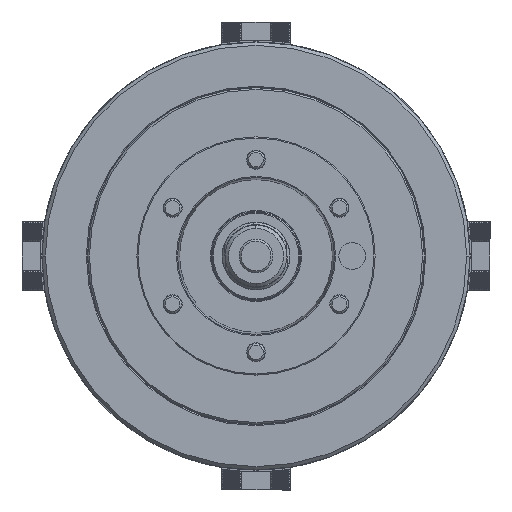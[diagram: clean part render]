
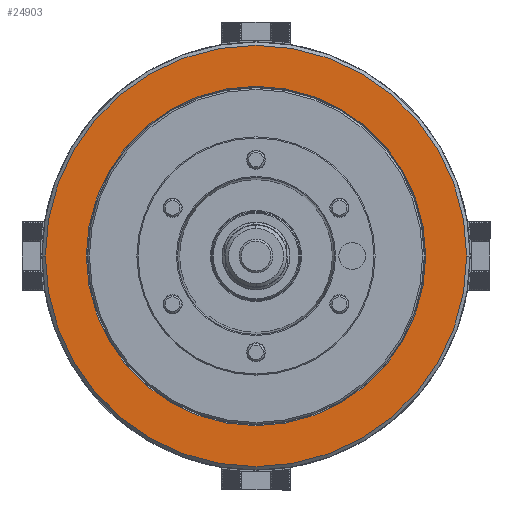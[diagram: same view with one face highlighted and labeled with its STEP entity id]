
A CAD part, left-side view. The second image highlights one B-rep face of the part: STEP entity #24903.
In plain terms, the highlighted planar face has unit normal (-1, 0, 0).
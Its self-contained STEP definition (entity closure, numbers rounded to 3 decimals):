
#1000 = DIRECTION ( 'NONE',  ( -1., 0., 0. ) ) ;
#2466 = FACE_BOUND ( 'NONE', #75540, .T. ) ;
#2501 = DIRECTION ( 'NONE',  ( 1., 0., 0. ) ) ;
#3817 = DIRECTION ( 'NONE',  ( 0., 1., 0. ) ) ;
#4759 = CARTESIAN_POINT ( 'NONE',  ( 0., 0., 0. ) ) ;
#4804 = DIRECTION ( 'NONE',  ( 0., 1., 0. ) ) ;
#5362 = CIRCLE ( 'NONE', #31753, 187.5 ) ;
#6227 = ORIENTED_EDGE ( 'NONE', *, *, #45228, .T. ) ;
#10124 = ORIENTED_EDGE ( 'NONE', *, *, #74391, .T. ) ;
#10696 = CIRCLE ( 'NONE', #78631, 151. ) ;
#11081 = DIRECTION ( 'NONE',  ( 0., 1., 0. ) ) ;
#11787 = ORIENTED_EDGE ( 'NONE', *, *, #68868, .T. ) ;
#13412 = VERTEX_POINT ( 'NONE', #54174 ) ;
#19161 = FACE_OUTER_BOUND ( 'NONE', #50454, .T. ) ;
#22477 = CARTESIAN_POINT ( 'NONE',  ( 0., 151., 0. ) ) ;
#24790 = CIRCLE ( 'NONE', #48557, 151. ) ;
#24903 = ADVANCED_FACE ( 'NONE', ( #2466, #19161 ), #58947, .F. ) ;
#29006 = AXIS2_PLACEMENT_3D ( 'NONE', #80392, #42475, #4804 ) ;
#31753 = AXIS2_PLACEMENT_3D ( 'NONE', #38677, #1000, #45007 ) ;
#33820 = CARTESIAN_POINT ( 'NONE',  ( 0., 190.5, 0. ) ) ;
#34039 = VERTEX_POINT ( 'NONE', #36063 ) ;
#36063 = CARTESIAN_POINT ( 'NONE',  ( 0., 187.5, 0. ) ) ;
#38677 = CARTESIAN_POINT ( 'NONE',  ( 0., 0., 0. ) ) ;
#41507 = DIRECTION ( 'NONE',  ( 1., 0., 0. ) ) ;
#42475 = DIRECTION ( 'NONE',  ( -1., 0., 0. ) ) ;
#44352 = CARTESIAN_POINT ( 'NONE',  ( 0., -187.5, 0. ) ) ;
#45007 = DIRECTION ( 'NONE',  ( 0., 1., 0. ) ) ;
#45228 = EDGE_CURVE ( 'NONE', #68089, #13412, #24790, .T. ) ;
#46507 = DIRECTION ( 'NONE',  ( 0., 1., 0. ) ) ;
#48557 = AXIS2_PLACEMENT_3D ( 'NONE', #79433, #41507, #3817 ) ;
#48791 = DIRECTION ( 'NONE',  ( 1., 0., 0. ) ) ;
#50454 = EDGE_LOOP ( 'NONE', ( #55220, #11787 ) ) ;
#54174 = CARTESIAN_POINT ( 'NONE',  ( 0., -151., 0. ) ) ;
#55220 = ORIENTED_EDGE ( 'NONE', *, *, #55323, .T. ) ;
#55323 = EDGE_CURVE ( 'NONE', #34039, #80977, #5362, .T. ) ;
#58947 = PLANE ( 'NONE',  #64775 ) ;
#64775 = AXIS2_PLACEMENT_3D ( 'NONE', #33820, #2501, #46507 ) ;
#66777 = CIRCLE ( 'NONE', #29006, 187.5 ) ;
#68089 = VERTEX_POINT ( 'NONE', #22477 ) ;
#68868 = EDGE_CURVE ( 'NONE', #80977, #34039, #66777, .T. ) ;
#74391 = EDGE_CURVE ( 'NONE', #13412, #68089, #10696, .T. ) ;
#75540 = EDGE_LOOP ( 'NONE', ( #10124, #6227 ) ) ;
#78631 = AXIS2_PLACEMENT_3D ( 'NONE', #4759, #48791, #11081 ) ;
#79433 = CARTESIAN_POINT ( 'NONE',  ( 0., 0., 0. ) ) ;
#80392 = CARTESIAN_POINT ( 'NONE',  ( 0., 0., 0. ) ) ;
#80977 = VERTEX_POINT ( 'NONE', #44352 ) ;
